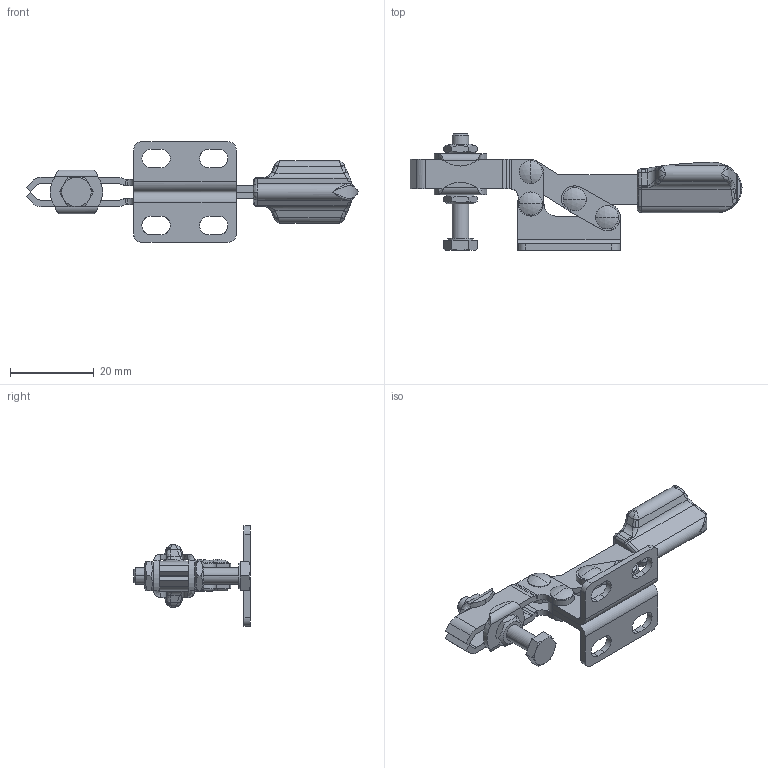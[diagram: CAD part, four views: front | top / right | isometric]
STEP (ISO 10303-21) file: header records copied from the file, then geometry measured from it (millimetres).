
FILE_DESCRIPTION(('CATIA V5 STEP Exchange'),'2;1');
FILE_NAME('HORIZONTALSPANNER_TS_H_60_UB_357869.stp','2018-08-16T11:57:22+00:00',('none'),('none'),'CATIA Version 5 Release 19 SP 9 (IN-10)','CATIA V5 STEP AP214','none');
FILE_SCHEMA(('AUTOMOTIVE_DESIGN { 1 0 10303 214 1 1 1 1 }'));
Length unit declared in the file: millimetre
Products named in the file (1): HORIZONTALSPANNER_TS_H_60_UB_357869
Bounding box: 79.17 x 27.8 x 24 mm (x, y, z)
Volume: 5294 mm3; surface area: 6845.3 mm2
Topology: 7 solids, 9 shells, 437 faces, 1177 edges, 755 vertices
Faces by surface type: cylinder 175, plane 131, bspline 73, cone 26, torus 18, sphere 14
Entity records: 18643 total; most frequent: CARTESIAN_POINT 8697, ORIENTED_EDGE 2297, DIRECTION 1454, EDGE_CURVE 1154, VERTEX_POINT 755, AXIS2_PLACEMENT_3D 675, EDGE_LOOP 479, ADVANCED_FACE 437
